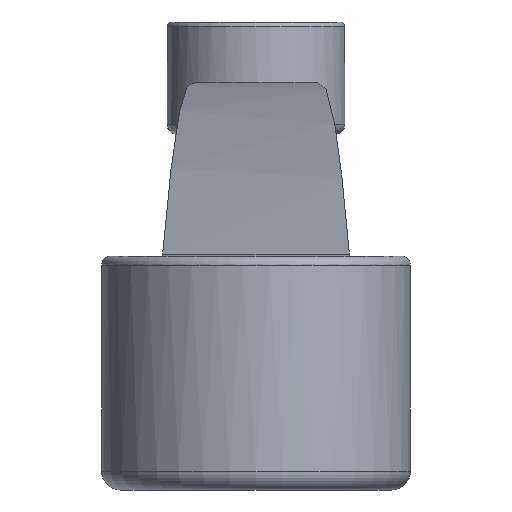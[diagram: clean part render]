
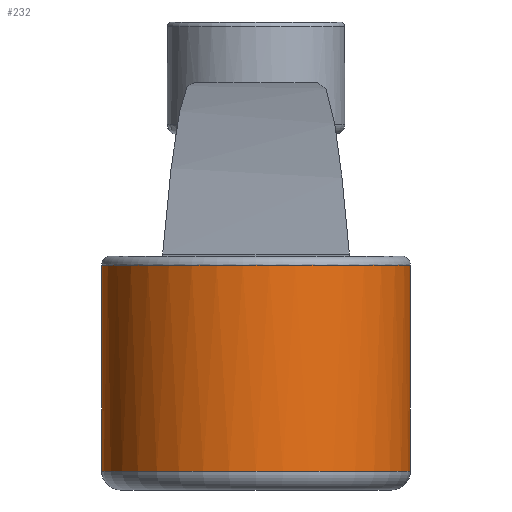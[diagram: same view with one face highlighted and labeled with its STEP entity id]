
A CAD part, left-side view. The second image highlights one B-rep face of the part: STEP entity #232.
In plain terms, the highlighted cylindrical face has radius 16.5 mm (diameter 33 mm), a full revolution.
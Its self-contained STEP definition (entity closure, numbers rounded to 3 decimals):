
#102=CYLINDRICAL_SURFACE('',#685,16.5);
#143=FACE_BOUND('',#303,.T.);
#144=FACE_BOUND('',#304,.T.);
#172=LINE('',#1048,#207);
#173=LINE('',#1072,#208);
#207=VECTOR('',#779,1.);
#208=VECTOR('',#784,1.);
#232=ADVANCED_FACE('',(#143,#144),#102,.T.);
#303=EDGE_LOOP('',(#388));
#304=EDGE_LOOP('',(#389,#390,#391,#392,#393,#394,#395));
#338=CIRCLE('',#667,16.5);
#345=CIRCLE('',#682,16.5);
#346=CIRCLE('',#683,16.5);
#347=CIRCLE('',#684,16.5);
#388=ORIENTED_EDGE('',*,*,#601,.T.);
#389=ORIENTED_EDGE('',*,*,#571,.T.);
#390=ORIENTED_EDGE('',*,*,#602,.F.);
#391=ORIENTED_EDGE('',*,*,#603,.F.);
#392=ORIENTED_EDGE('',*,*,#604,.F.);
#393=ORIENTED_EDGE('',*,*,#605,.F.);
#394=ORIENTED_EDGE('',*,*,#606,.F.);
#395=ORIENTED_EDGE('',*,*,#607,.T.);
#514=VERTEX_POINT('',#904);
#516=VERTEX_POINT('',#926);
#544=VERTEX_POINT('',#1047);
#545=VERTEX_POINT('',#1049);
#546=VERTEX_POINT('',#1058);
#547=VERTEX_POINT('',#1060);
#548=VERTEX_POINT('',#1062);
#549=VERTEX_POINT('',#1071);
#571=EDGE_CURVE('',#514,#516,#338,.T.);
#601=EDGE_CURVE('',#544,#544,#345,.T.);
#602=EDGE_CURVE('',#545,#516,#172,.T.);
#603=EDGE_CURVE('',#546,#545,#655,.T.);
#604=EDGE_CURVE('',#547,#546,#346,.T.);
#605=EDGE_CURVE('',#548,#547,#347,.T.);
#606=EDGE_CURVE('',#549,#548,#656,.T.);
#607=EDGE_CURVE('',#549,#514,#173,.T.);
#655=B_SPLINE_CURVE_WITH_KNOTS('',3,(#1050,#1051,#1052,#1053,#1054,#1055,
#1056,#1057),.UNSPECIFIED.,.F.,.F.,(4,2,2,4),(0.,0.5,0.75,
1.),.UNSPECIFIED.);
#656=B_SPLINE_CURVE_WITH_KNOTS('',3,(#1063,#1064,#1065,#1066,#1067,#1068,
#1069,#1070),.UNSPECIFIED.,.F.,.F.,(4,2,2,4),(0.,0.25,0.5,
1.),.UNSPECIFIED.);
#667=AXIS2_PLACEMENT_3D('',#927,#730,#731);
#682=AXIS2_PLACEMENT_3D('',#1046,#777,#778);
#683=AXIS2_PLACEMENT_3D('',#1059,#780,#781);
#684=AXIS2_PLACEMENT_3D('',#1061,#782,#783);
#685=AXIS2_PLACEMENT_3D('',#1073,#785,#786);
#730=DIRECTION('',(0.,0.,-1.));
#731=DIRECTION('',(1.,0.,0.));
#777=DIRECTION('',(0.,0.,1.));
#778=DIRECTION('',(1.,0.,0.));
#779=DIRECTION('',(0.,0.,1.));
#780=DIRECTION('',(0.,0.,1.));
#781=DIRECTION('',(1.,0.,0.));
#782=DIRECTION('',(0.,0.,1.));
#783=DIRECTION('',(1.,0.,0.));
#784=DIRECTION('',(0.,0.,1.));
#785=DIRECTION('',(0.,0.,-1.));
#786=DIRECTION('',(-1.,0.,0.));
#904=CARTESIAN_POINT('',(87.488,159.,-1.));
#926=CARTESIAN_POINT('',(87.488,179.,-1.));
#927=CARTESIAN_POINT('',(74.363,169.,-1.));
#1046=CARTESIAN_POINT('',(74.363,169.,-23.));
#1047=CARTESIAN_POINT('',(90.863,169.,-23.));
#1048=CARTESIAN_POINT('',(87.488,179.,-246.));
#1049=CARTESIAN_POINT('',(87.488,179.,-5.));
#1050=CARTESIAN_POINT('',(89.488,175.595,-7.));
#1051=CARTESIAN_POINT('',(89.164,176.338,-7.));
#1052=CARTESIAN_POINT('',(88.782,177.058,-6.933));
#1053=CARTESIAN_POINT('',(88.176,178.033,-6.529));
#1054=CARTESIAN_POINT('',(87.97,178.337,-6.344));
#1055=CARTESIAN_POINT('',(87.621,178.827,-5.79));
#1056=CARTESIAN_POINT('',(87.488,179.,-5.411));
#1057=CARTESIAN_POINT('',(87.488,179.,-5.));
#1058=CARTESIAN_POINT('',(89.488,175.595,-7.));
#1059=CARTESIAN_POINT('',(74.363,169.,-7.));
#1060=CARTESIAN_POINT('',(90.863,169.,-7.));
#1061=CARTESIAN_POINT('',(74.363,169.,-7.));
#1062=CARTESIAN_POINT('',(89.488,162.404,-7.));
#1063=CARTESIAN_POINT('',(87.488,159.,-5.));
#1064=CARTESIAN_POINT('',(87.488,159.,-5.412));
#1065=CARTESIAN_POINT('',(87.623,159.176,-5.793));
#1066=CARTESIAN_POINT('',(87.969,159.661,-6.341));
#1067=CARTESIAN_POINT('',(88.177,159.968,-6.53));
#1068=CARTESIAN_POINT('',(88.781,160.939,-6.932));
#1069=CARTESIAN_POINT('',(89.163,161.661,-7.));
#1070=CARTESIAN_POINT('',(89.488,162.404,-7.));
#1071=CARTESIAN_POINT('',(87.488,159.,-5.));
#1072=CARTESIAN_POINT('',(87.488,159.,-246.));
#1073=CARTESIAN_POINT('',(74.363,169.,0.));
